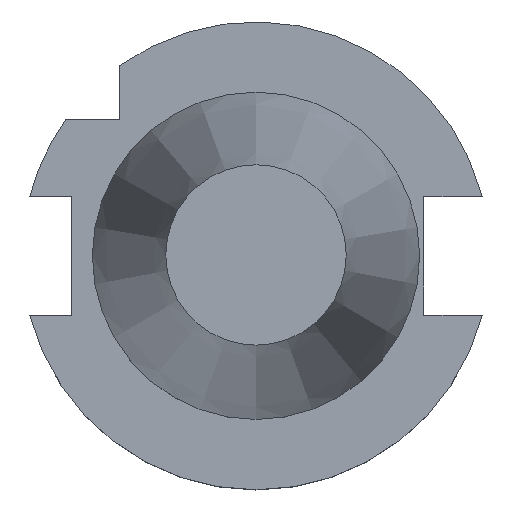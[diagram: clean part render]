
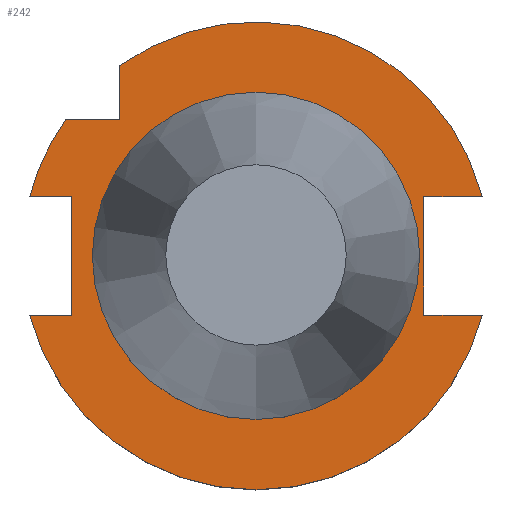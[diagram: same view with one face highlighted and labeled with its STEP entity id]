
A CAD part, top view. The second image highlights one B-rep face of the part: STEP entity #242.
In plain terms, the highlighted planar face has unit normal (0, 0, 1).
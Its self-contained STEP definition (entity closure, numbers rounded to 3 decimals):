
#168=EDGE_CURVE('240[2]',#516,#517,#518,.T.);
#187=EDGE_CURVE('240[2]',#533,#549,#550,.T.);
#195=EDGE_CURVE('240[2]',#562,#563,#564,.T.);
#217=EDGE_CURVE('240[2]',#596,#597,#598,.T.);
#242=ADVANCED_FACE('240[2]',(#635,#636),#637,.T.);
#251=EDGE_CURVE('240[2]',#596,#651,#652,.T.);
#262=EDGE_CURVE('240[2]',#562,#667,#668,.T.);
#266=EDGE_CURVE('240[2]',#549,#563,#673,.T.);
#282=EDGE_CURVE('240[2]',#694,#597,#695,.T.);
#286=EDGE_CURVE('240[2]',#667,#694,#700,.T.);
#299=EDGE_CURVE('240[2]',#651,#516,#719,.T.);
#367=EDGE_CURVE('240[2]',#533,#517,#810,.T.);
#436=EDGE_CURVE('240[2]',#898,#898,#899,.T.);
#516=VERTEX_POINT('',#981);
#517=VERTEX_POINT('',#982);
#518=LINE('',#983,#984);
#533=VERTEX_POINT('',#1004);
#549=VERTEX_POINT('',#1027);
#550=LINE('',#1028,#1029);
#562=VERTEX_POINT('',#1046);
#563=VERTEX_POINT('',#1047);
#564=CIRCLE('',#1048,31.775);
#596=VERTEX_POINT('',#1109);
#597=VERTEX_POINT('',#1110);
#598=CIRCLE('',#1111,31.775);
#635=FACE_BOUND('',#1236,.T.);
#636=FACE_OUTER_BOUND('',#1237,.T.);
#637=PLANE('',#1238);
#651=VERTEX_POINT('',#1266);
#652=LINE('',#1267,#1268);
#667=VERTEX_POINT('',#1296);
#668=LINE('',#1297,#1298);
#673=LINE('',#1306,#1307);
#694=VERTEX_POINT('',#1338);
#695=LINE('',#1339,#1340);
#700=LINE('',#1347,#1348);
#719=LINE('',#1373,#1374);
#810=CIRCLE('',#1521,31.775);
#898=VERTEX_POINT('',#1670);
#899=CIRCLE('',#1671,22.225);
#981=CARTESIAN_POINT('',(22.8,8.05,-3.2));
#982=CARTESIAN_POINT('',(30.738,8.05,-3.2));
#983=CARTESIAN_POINT('',(14.025,8.05,-3.2));
#984=VECTOR('',#1870,1.0);
#1004=CARTESIAN_POINT('',(-18.5,25.834,-3.2));
#1027=CARTESIAN_POINT('',(-18.5,18.5,-3.2));
#1028=CARTESIAN_POINT('',(-18.5,25.333,-3.2));
#1029=VECTOR('',#1892,1.0);
#1046=CARTESIAN_POINT('',(-30.738,8.05,-3.2));
#1047=CARTESIAN_POINT('',(-25.834,18.5,-3.2));
#1048=AXIS2_PLACEMENT_3D('',#1900,#1901,#1902);
#1109=CARTESIAN_POINT('',(30.738,-8.05,-3.2));
#1110=CARTESIAN_POINT('',(-30.738,-8.05,-3.2));
#1111=AXIS2_PLACEMENT_3D('',#1934,#1935,#1936);
#1236=EDGE_LOOP('',(#1964));
#1237=EDGE_LOOP('',(#1965,#1966,#1967,#1968,#1969,#1970,#1971,#1972,#1973,#1974,#1975));
#1238=AXIS2_PLACEMENT_3D('',#1976,#1977,#1978);
#1266=CARTESIAN_POINT('',(22.8,-8.05,-3.2));
#1267=CARTESIAN_POINT('',(14.025,-8.05,-3.2));
#1268=VECTOR('',#1996,1.0);
#1296=CARTESIAN_POINT('',(-25.0,8.05,-3.2));
#1297=CARTESIAN_POINT('',(-14.575,8.05,-3.2));
#1298=VECTOR('',#2004,1.0);
#1306=CARTESIAN_POINT('',(-11.833,18.5,-3.2));
#1307=VECTOR('',#2006,1.0);
#1338=CARTESIAN_POINT('',(-25.,-8.05,-3.2));
#1339=CARTESIAN_POINT('',(-14.575,-8.05,-3.2));
#1340=VECTOR('',#2029,1.0);
#1347=CARTESIAN_POINT('',(-25.0,13.5,-3.2));
#1348=VECTOR('',#2033,1.0);
#1373=CARTESIAN_POINT('',(22.8,13.5,-3.2));
#1374=VECTOR('',#2057,1.0);
#1521=AXIS2_PLACEMENT_3D('',#2168,#2169,#2170);
#1670=CARTESIAN_POINT('',(0.,22.225,-3.2));
#1671=AXIS2_PLACEMENT_3D('',#2268,#2269,#2270);
#1870=DIRECTION('',(1.0,0.0,0.));
#1892=DIRECTION('',(0.,-1.0,0.));
#1900=CARTESIAN_POINT('',(0.,0.,-3.2));
#1901=DIRECTION('',(0.,0.,-1.0));
#1902=DIRECTION('',(0.,1.0,0.));
#1934=CARTESIAN_POINT('',(0.,0.,-3.2));
#1935=DIRECTION('',(0.,0.,-1.0));
#1936=DIRECTION('',(0.,1.0,0.));
#1964=ORIENTED_EDGE('',*,*,#436,.T.);
#1965=ORIENTED_EDGE('',*,*,#262,.T.);
#1966=ORIENTED_EDGE('',*,*,#286,.T.);
#1967=ORIENTED_EDGE('',*,*,#282,.T.);
#1968=ORIENTED_EDGE('',*,*,#217,.F.);
#1969=ORIENTED_EDGE('',*,*,#251,.T.);
#1970=ORIENTED_EDGE('',*,*,#299,.T.);
#1971=ORIENTED_EDGE('',*,*,#168,.T.);
#1972=ORIENTED_EDGE('',*,*,#367,.F.);
#1973=ORIENTED_EDGE('',*,*,#187,.T.);
#1974=ORIENTED_EDGE('',*,*,#266,.T.);
#1975=ORIENTED_EDGE('',*,*,#195,.F.);
#1976=CARTESIAN_POINT('',(0.,27.0,-3.2));
#1977=DIRECTION('',(0.,0.,1.0));
#1978=DIRECTION('',(0.,-1.0,0.));
#1996=DIRECTION('',(-1.0,0.,0.));
#2004=DIRECTION('',(1.0,0.,0.));
#2006=DIRECTION('',(-1.0,0.,0.));
#2029=DIRECTION('',(-1.0,0.,0.));
#2033=DIRECTION('',(0.,-1.0,0.));
#2057=DIRECTION('',(0.,1.0,0.));
#2168=CARTESIAN_POINT('',(0.,0.,-3.2));
#2169=DIRECTION('',(0.,0.,-1.0));
#2170=DIRECTION('',(0.,1.0,0.));
#2268=CARTESIAN_POINT('',(0.,0.,-3.2));
#2269=DIRECTION('',(0.,0.,-1.0));
#2270=DIRECTION('',(0.,1.0,0.));
